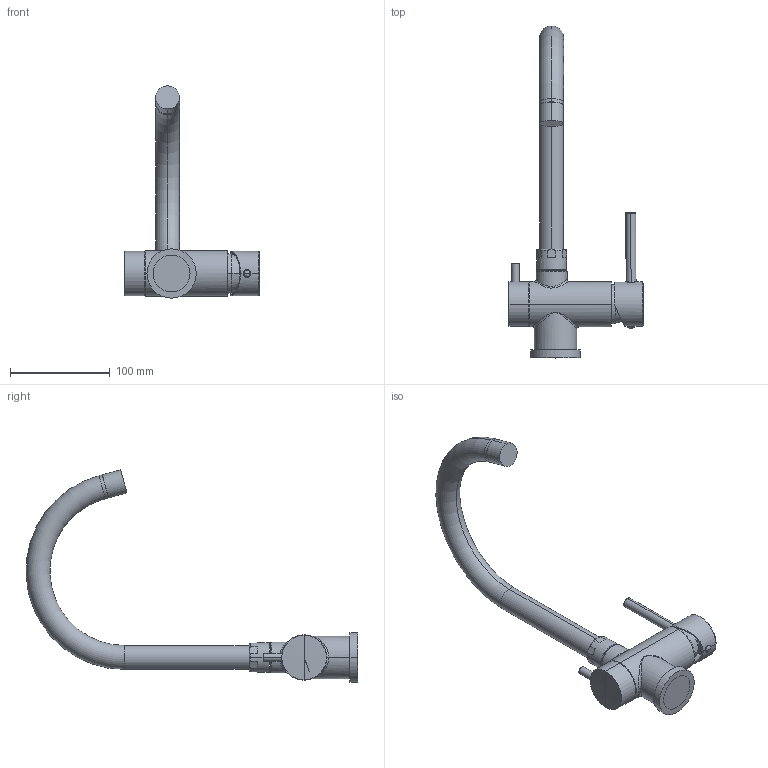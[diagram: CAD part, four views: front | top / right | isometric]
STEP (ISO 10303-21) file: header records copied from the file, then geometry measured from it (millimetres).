
FILE_DESCRIPTION((''),'2;1');
FILE_NAME('SK190CR','2021-01-18T08:37:26',('ut3'),('PAFFONI SpA'),'CREO PARAMETRIC BY PTC INC, 2020044','CREO PARAMETRIC BY PTC INC, 2020044','');
FILE_SCHEMA(('CONFIG_CONTROL_DESIGN','SHAPE_APPEARANCE_LAYERS_GROUPS'));
Length unit declared in the file: millimetre
Products named in the file (1): SK190CR
Bounding box: 135.38 x 333.19 x 213.15 mm (x, y, z)
Volume: 233312.5 mm3; surface area: 123797.2 mm2
Topology: 4 solids, 4 shells, 476 faces, 1070 edges, 622 vertices
Faces by surface type: plane 157, cylinder 153, cone 88, torus 32, bspline 28, sphere 18
Entity records: 21604 total; most frequent: CARTESIAN_POINT 7932, DIRECTION 2205, ORIENTED_EDGE 2092, EDGE_CURVE 1046, AXIS2_PLACEMENT_3D 897, VERTEX_POINT 622, EDGE_LOOP 526, FACE_OUTER_BOUND 476
